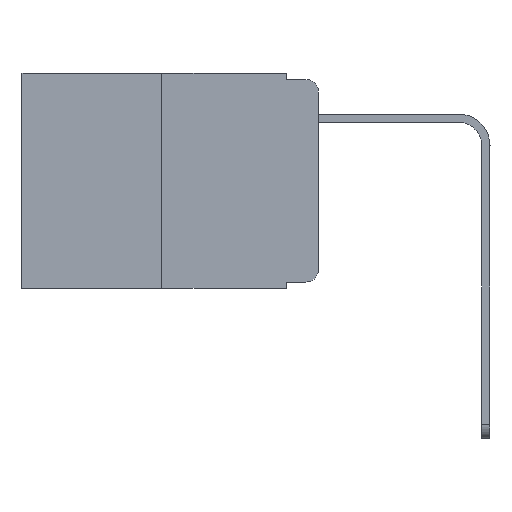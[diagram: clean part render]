
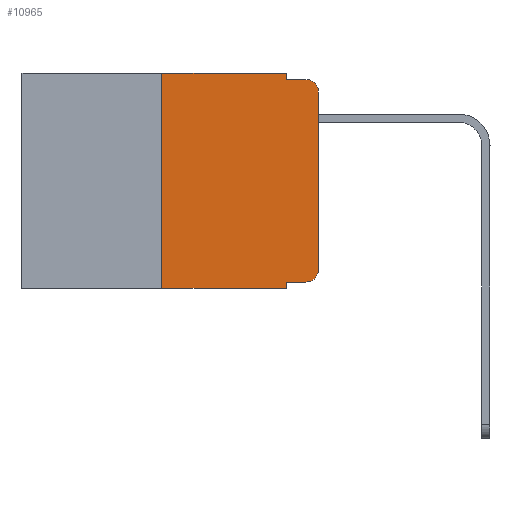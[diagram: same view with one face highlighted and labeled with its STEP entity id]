
A CAD part, left-side view. The second image highlights one B-rep face of the part: STEP entity #10965.
In plain terms, the highlighted planar face has unit normal (-1, 0, 0).
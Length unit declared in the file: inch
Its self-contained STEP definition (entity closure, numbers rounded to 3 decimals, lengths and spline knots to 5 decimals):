
#96 = LINE ( 'NONE', #17318, #11310 ) ;
#341 = AXIS2_PLACEMENT_3D ( 'NONE', #1751, #1567, #1812 ) ;
#397 = PLANE ( 'NONE',  #341 ) ;
#417 = AXIS2_PLACEMENT_3D ( 'NONE', #12039, #13566, #10636 ) ;
#459 = VERTEX_POINT ( 'NONE', #3142 ) ;
#720 = EDGE_CURVE ( 'NONE', #4859, #16715, #16413, .T. ) ;
#936 = VERTEX_POINT ( 'NONE', #2748 ) ;
#968 = ORIENTED_EDGE ( 'NONE', *, *, #12822, .T. ) ;
#1098 = VERTEX_POINT ( 'NONE', #13141 ) ;
#1142 = CARTESIAN_POINT ( 'NONE',  ( 0., 0., 0. ) ) ;
#1361 = VECTOR ( 'NONE', #16890, 39.37008 ) ;
#1489 = VECTOR ( 'NONE', #9699, 39.37008 ) ;
#1567 = DIRECTION ( 'NONE',  ( 1., 0., 0. ) ) ;
#1751 = CARTESIAN_POINT ( 'NONE',  ( 0., 0.473, 0. ) ) ;
#1812 = DIRECTION ( 'NONE',  ( 0., 0., -1. ) ) ;
#1827 = ORIENTED_EDGE ( 'NONE', *, *, #15833, .F. ) ;
#1853 = DIRECTION ( 'NONE',  ( -1., 0., 0. ) ) ;
#1909 = VECTOR ( 'NONE', #6396, 39.37008 ) ;
#2166 = AXIS2_PLACEMENT_3D ( 'NONE', #4774, #1853, #16265 ) ;
#2748 = CARTESIAN_POINT ( 'NONE',  ( 0., 0.02, -0.333 ) ) ;
#3142 = CARTESIAN_POINT ( 'NONE',  ( 0., 0.051, -0.01 ) ) ;
#3680 = EDGE_CURVE ( 'NONE', #16715, #16011, #5562, .T. ) ;
#3843 = EDGE_LOOP ( 'NONE', ( #968, #12627, #6991, #3904, #16025, #17611, #13956, #1827, #11124, #7355 ) ) ;
#3900 = VERTEX_POINT ( 'NONE', #10384 ) ;
#3904 = ORIENTED_EDGE ( 'NONE', *, *, #12735, .F. ) ;
#4126 = DIRECTION ( 'NONE',  ( 0., 0., -1. ) ) ;
#4497 = CARTESIAN_POINT ( 'NONE',  ( 0., 0.051, 0. ) ) ;
#4774 = CARTESIAN_POINT ( 'NONE',  ( 0., 0.02, -0.313 ) ) ;
#4859 = VERTEX_POINT ( 'NONE', #5621 ) ;
#4974 = VECTOR ( 'NONE', #6586, 39.37008 ) ;
#5562 = LINE ( 'NONE', #6596, #1909 ) ;
#5621 = CARTESIAN_POINT ( 'NONE',  ( 0., 0.25, -0.343 ) ) ;
#6342 = CARTESIAN_POINT ( 'NONE',  ( 0., 0.25, 0. ) ) ;
#6396 = DIRECTION ( 'NONE',  ( 0., -1., 0. ) ) ;
#6586 = DIRECTION ( 'NONE',  ( 0., -1., 0. ) ) ;
#6596 = CARTESIAN_POINT ( 'NONE',  ( 0., 0.473, 0. ) ) ;
#6599 = CARTESIAN_POINT ( 'NONE',  ( 0., 0.25, 0. ) ) ;
#6991 = ORIENTED_EDGE ( 'NONE', *, *, #12933, .F. ) ;
#7014 = DIRECTION ( 'NONE',  ( 0., 0., -1. ) ) ;
#7355 = ORIENTED_EDGE ( 'NONE', *, *, #9642, .T. ) ;
#7618 = VERTEX_POINT ( 'NONE', #10954 ) ;
#7623 = FACE_OUTER_BOUND ( 'NONE', #3843, .T. ) ;
#7714 = CARTESIAN_POINT ( 'NONE',  ( 0., 0.051, -0.333 ) ) ;
#7737 = CARTESIAN_POINT ( 'NONE',  ( 0., 0.473, -0.343 ) ) ;
#7740 = LINE ( 'NONE', #7737, #4974 ) ;
#8247 = EDGE_CURVE ( 'NONE', #4859, #7618, #7740, .T. ) ;
#8637 = EDGE_CURVE ( 'NONE', #1098, #936, #14802, .T. ) ;
#8728 = DIRECTION ( 'NONE',  ( 0., -1., 0. ) ) ;
#9642 = EDGE_CURVE ( 'NONE', #936, #3900, #15916, .T. ) ;
#9699 = DIRECTION ( 'NONE',  ( 0., 0., 1. ) ) ;
#9907 = LINE ( 'NONE', #11033, #12388 ) ;
#10384 = CARTESIAN_POINT ( 'NONE',  ( 0., 0., -0.313 ) ) ;
#10636 = DIRECTION ( 'NONE',  ( 0., 0., -1. ) ) ;
#10954 = CARTESIAN_POINT ( 'NONE',  ( 0., 0.051, -0.343 ) ) ;
#10965 = ADVANCED_FACE ( 'NONE', ( #7623 ), #397, .F. ) ;
#11033 = CARTESIAN_POINT ( 'NONE',  ( 0., 0.051, 0. ) ) ;
#11124 = ORIENTED_EDGE ( 'NONE', *, *, #8637, .T. ) ;
#11251 = VERTEX_POINT ( 'NONE', #18611 ) ;
#11310 = VECTOR ( 'NONE', #8728, 39.37008 ) ;
#11966 = CIRCLE ( 'NONE', #417, 0.02 ) ;
#12039 = CARTESIAN_POINT ( 'NONE',  ( 0., 0.02, -0.03 ) ) ;
#12054 = DIRECTION ( 'NONE',  ( 0., -1., 0. ) ) ;
#12185 = LINE ( 'NONE', #1142, #1489 ) ;
#12388 = VECTOR ( 'NONE', #7014, 39.37008 ) ;
#12627 = ORIENTED_EDGE ( 'NONE', *, *, #18413, .T. ) ;
#12735 = EDGE_CURVE ( 'NONE', #16011, #459, #9907, .T. ) ;
#12822 = EDGE_CURVE ( 'NONE', #3900, #13545, #12185, .T. ) ;
#12933 = EDGE_CURVE ( 'NONE', #459, #11251, #96, .T. ) ;
#13141 = CARTESIAN_POINT ( 'NONE',  ( 0., 0.051, -0.333 ) ) ;
#13545 = VERTEX_POINT ( 'NONE', #17600 ) ;
#13566 = DIRECTION ( 'NONE',  ( -1., 0., 0. ) ) ;
#13956 = ORIENTED_EDGE ( 'NONE', *, *, #8247, .T. ) ;
#14356 = LINE ( 'NONE', #18806, #17367 ) ;
#14802 = LINE ( 'NONE', #7714, #17798 ) ;
#15833 = EDGE_CURVE ( 'NONE', #1098, #7618, #14356, .T. ) ;
#15916 = CIRCLE ( 'NONE', #2166, 0.02 ) ;
#16011 = VERTEX_POINT ( 'NONE', #4497 ) ;
#16025 = ORIENTED_EDGE ( 'NONE', *, *, #3680, .F. ) ;
#16265 = DIRECTION ( 'NONE',  ( 0., 0., -1. ) ) ;
#16413 = LINE ( 'NONE', #6599, #1361 ) ;
#16715 = VERTEX_POINT ( 'NONE', #6342 ) ;
#16890 = DIRECTION ( 'NONE',  ( 0., 0., 1. ) ) ;
#17318 = CARTESIAN_POINT ( 'NONE',  ( 0., 0.051, -0.01 ) ) ;
#17367 = VECTOR ( 'NONE', #4126, 39.37008 ) ;
#17600 = CARTESIAN_POINT ( 'NONE',  ( 0., 0., -0.03 ) ) ;
#17611 = ORIENTED_EDGE ( 'NONE', *, *, #720, .F. ) ;
#17798 = VECTOR ( 'NONE', #12054, 39.37008 ) ;
#18413 = EDGE_CURVE ( 'NONE', #13545, #11251, #11966, .T. ) ;
#18611 = CARTESIAN_POINT ( 'NONE',  ( 0., 0.02, -0.01 ) ) ;
#18806 = CARTESIAN_POINT ( 'NONE',  ( 0., 0.051, 0. ) ) ;
